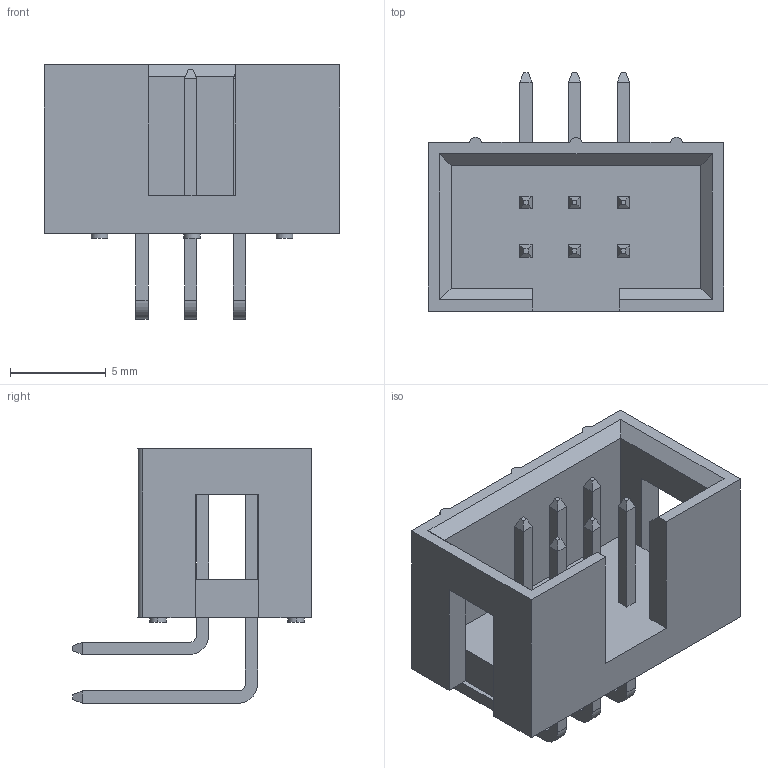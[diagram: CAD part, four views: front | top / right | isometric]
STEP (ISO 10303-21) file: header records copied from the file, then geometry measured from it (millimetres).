
FILE_DESCRIPTION(('STEP AP214'),'1');
FILE_NAME('612006235221.stp','2018-02-20T05:09:49',('TraceParts'),('TraceParts S.A.'),'Spatial InterOp 3D',' ',' ');
FILE_SCHEMA(('automotive_design'));
Length unit declared in the file: millimetre
Products named in the file (7): 612006235221_1; 612006235221_2; 612006235221_3; 612006235221_4; 612006235221_5; 612006235221_6; 612006235221_7
Bounding box: 15.42 x 12.45 x 13.26 mm (x, y, z)
Volume: 575.8 mm3; surface area: 1204.1 mm2
Topology: 7 solids, 7 shells, 207 faces, 493 edges, 302 vertices
Faces by surface type: plane 180, cylinder 27
Entity records: 7595 total; most frequent: CARTESIAN_POINT 1009, ORIENTED_EDGE 986, DIRECTION 975, EDGE_CURVE 493, LINE 439, VECTOR 439, VERTEX_POINT 302, AXIS2_PLACEMENT_3D 268
